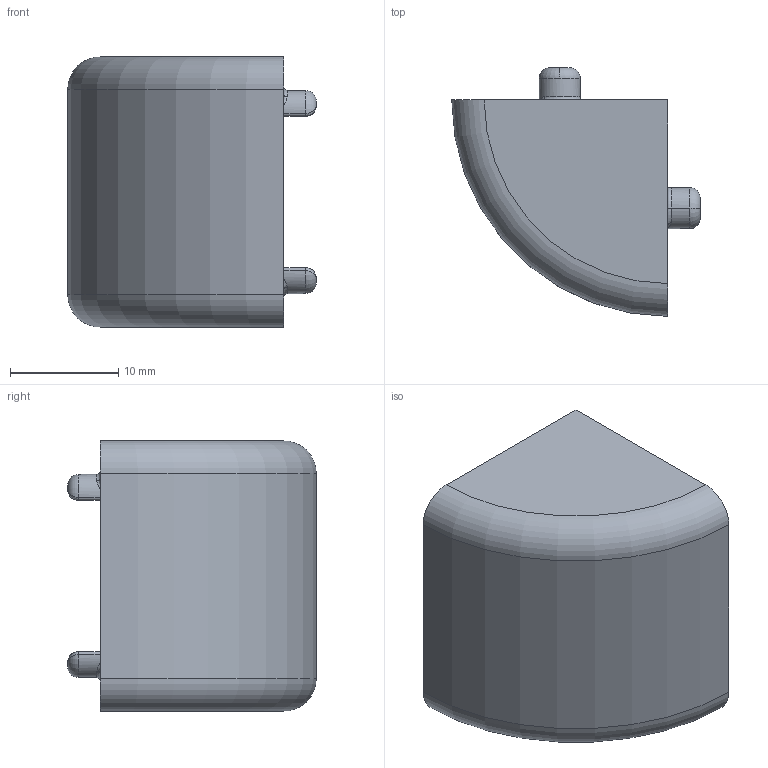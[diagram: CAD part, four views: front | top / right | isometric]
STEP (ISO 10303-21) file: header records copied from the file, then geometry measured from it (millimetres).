
FILE_DESCRIPTION (( 'STEP AP203' ), '1' );
FILE_NAME ('093320.STEP', '2013-06-11T13:24:48', ( '' ), ( '' ), 'SwSTEP 2.0', 'SolidWorks 2012', '' );
FILE_SCHEMA (( 'CONFIG_CONTROL_DESIGN' ));
Length unit declared in the file: millimetre
Products named in the file (1): 093320
Bounding box: 23 x 23 x 25 mm (x, y, z)
Volume: 5013.4 mm3; surface area: 3582.2 mm2
Topology: 1 solids, 1 shells, 158 faces, 392 edges, 220 vertices
Faces by surface type: cylinder 67, plane 34, torus 28, bspline 21, cone 4, sphere 4
Entity records: 5522 total; most frequent: CARTESIAN_POINT 1928, ORIENTED_EDGE 748, DIRECTION 740, EDGE_CURVE 374, AXIS2_PLACEMENT_3D 294, VERTEX_POINT 220, EDGE_LOOP 162, FACE_OUTER_BOUND 158
